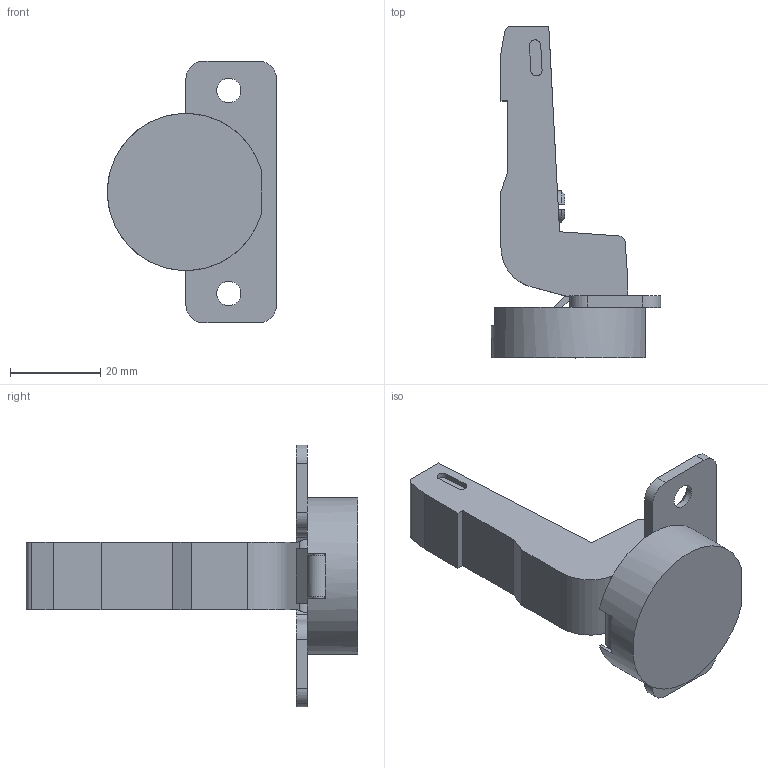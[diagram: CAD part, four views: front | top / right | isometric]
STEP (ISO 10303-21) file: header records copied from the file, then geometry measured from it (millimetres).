
FILE_DESCRIPTION((''),'2;1');
FILE_NAME('248-0G56-IMS','2022-12-21T09:39:24',('marino.prodan'),('Audax d.o.o.'),'CREO PARAMETRIC BY PTC INC, 2021304','CREO PARAMETRIC BY PTC INC, 2021304','');
FILE_SCHEMA(('AUTOMOTIVE_DESIGN { 1 0 10303 214 1 1 1 1 }'));
Length unit declared in the file: millimetre
Products named in the file (1): 248-0G56-IMS
Bounding box: 37.5 x 73.53 x 58 mm (x, y, z)
Volume: 21440.1 mm3; surface area: 11805.1 mm2
Topology: 1 solids, 1 shells, 190 faces, 576 edges, 395 vertices
Faces by surface type: plane 130, cylinder 51, cone 9
Entity records: 8766 total; most frequent: CARTESIAN_POINT 1272, ORIENTED_EDGE 1152, DIRECTION 1111, PRESENTATION_STYLE_ASSIGNMENT 577, STYLED_ITEM 577, CURVE_STYLE 576, EDGE_CURVE 576, VERTEX_POINT 395
